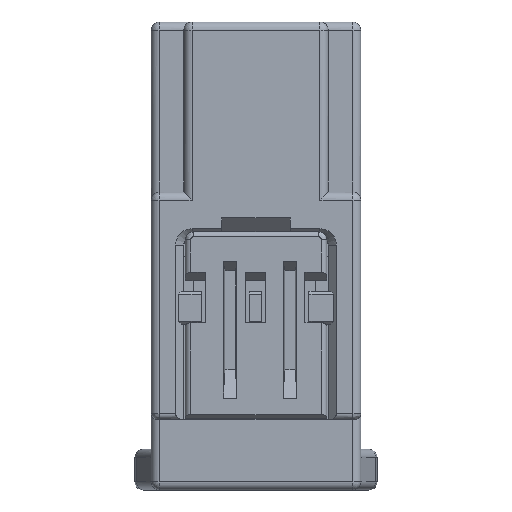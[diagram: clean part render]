
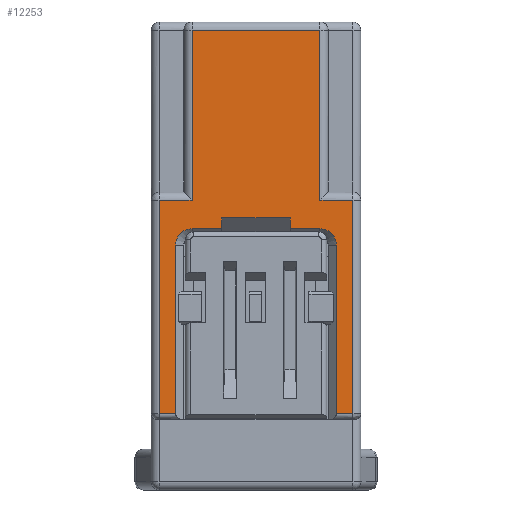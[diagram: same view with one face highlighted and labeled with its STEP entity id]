
A CAD part, front view. The second image highlights one B-rep face of the part: STEP entity #12253.
In plain terms, the highlighted planar face has unit normal (0, -1, 0).
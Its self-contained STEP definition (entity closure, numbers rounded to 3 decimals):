
#3528=DIRECTION('',(0.,0.,-1.));
#3529=VECTOR('',#3528,6.25);
#3530=CARTESIAN_POINT('',(-2.35,-2.7,-0.3));
#3531=LINE('',#3530,#3529);
#3537=DIRECTION('',(1.,0.,0.));
#3538=VECTOR('',#3537,0.6);
#3539=CARTESIAN_POINT('',(-3.55,-2.7,-14.4));
#3540=LINE('',#3539,#3538);
#3541=DIRECTION('',(0.,0.,-1.));
#3542=VECTOR('',#3541,7.85);
#3543=CARTESIAN_POINT('',(-3.55,-2.7,-6.55));
#3544=LINE('',#3543,#3542);
#3545=DIRECTION('',(1.,0.,0.));
#3546=VECTOR('',#3545,1.2);
#3547=CARTESIAN_POINT('',(-3.55,-2.7,-6.55));
#3548=LINE('',#3547,#3546);
#3549=DIRECTION('',(1.,0.,0.));
#3550=VECTOR('',#3549,4.7);
#3551=CARTESIAN_POINT('',(-2.35,-2.7,-0.3));
#3552=LINE('',#3551,#3550);
#3553=DIRECTION('',(1.,0.,0.));
#3554=VECTOR('',#3553,1.2);
#3555=CARTESIAN_POINT('',(2.35,-2.7,-6.55));
#3556=LINE('',#3555,#3554);
#3557=DIRECTION('',(0.,0.,1.));
#3558=VECTOR('',#3557,7.85);
#3559=CARTESIAN_POINT('',(3.55,-2.7,-14.4));
#3560=LINE('',#3559,#3558);
#3561=DIRECTION('',(1.,0.,0.));
#3562=VECTOR('',#3561,0.6);
#3563=CARTESIAN_POINT('',(2.95,-2.7,-14.4));
#3564=LINE('',#3563,#3562);
#3565=CARTESIAN_POINT('',(2.35,-2.7,-8.2));
#3566=DIRECTION('',(0.,-1.,0.));
#3567=DIRECTION('',(1.,0.,0.));
#3568=AXIS2_PLACEMENT_3D('',#3565,#3566,#3567);
#3570=DIRECTION('',(-1.,0.,0.));
#3571=VECTOR('',#3570,1.1);
#3572=CARTESIAN_POINT('',(2.35,-2.7,
-7.6));
#3573=LINE('',#3572,#3571);
#3574=DIRECTION('',(0.,0.,1.));
#3575=VECTOR('',#3574,0.4);
#3576=CARTESIAN_POINT('',(1.25,-2.7,-7.6));
#3577=LINE('',#3576,#3575);
#3578=DIRECTION('',(1.,0.,0.));
#3579=VECTOR('',#3578,2.5);
#3580=CARTESIAN_POINT('',(-1.25,-2.7,-7.2));
#3581=LINE('',#3580,#3579);
#3582=DIRECTION('',(0.,0.,1.));
#3583=VECTOR('',#3582,0.4);
#3584=CARTESIAN_POINT('',(-1.25,-2.7,-7.6));
#3585=LINE('',#3584,#3583);
#3586=DIRECTION('',(1.,0.,0.));
#3587=VECTOR('',#3586,1.1);
#3588=CARTESIAN_POINT('',(-2.35,-2.7,
-7.6));
#3589=LINE('',#3588,#3587);
#3590=CARTESIAN_POINT('',(-2.35,-2.7,-8.2));
#3591=DIRECTION('',(0.,1.,0.));
#3592=DIRECTION('',(-1.,0.,0.));
#3593=AXIS2_PLACEMENT_3D('',#3590,#3591,#3592);
#3595=DIRECTION('',(0.,0.,1.));
#3596=VECTOR('',#3595,6.2);
#3597=CARTESIAN_POINT('',(-2.95,-2.7,-14.4));
#3598=LINE('',#3597,#3596);
#3627=CARTESIAN_POINT('',(-2.95,-2.7,-14.4));
#3875=DIRECTION('',(0.,0.,-1.));
#3876=VECTOR('',#3875,6.2);
#3877=CARTESIAN_POINT('',(2.95,-2.7,
-8.2));
#3878=LINE('',#3877,#3876);
#3884=CARTESIAN_POINT('',(2.95,-2.7,-14.4));
#3986=CARTESIAN_POINT('',(-2.35,-2.7,-6.55));
#4133=DIRECTION('',(0.,0.,1.));
#4134=VECTOR('',#4133,6.25);
#4135=CARTESIAN_POINT('',(2.35,-2.7,-6.55));
#4136=LINE('',#4135,#4134);
#5915=CARTESIAN_POINT('',(2.35,-2.7,-0.3));
#5916=VERTEX_POINT('',#5915);
#5919=CARTESIAN_POINT('',(-2.35,-2.7,-0.3));
#5920=VERTEX_POINT('',#5919);
#5947=VERTEX_POINT('',#3986);
#5948=CARTESIAN_POINT('',(-3.55,-2.7,-6.55));
#5949=VERTEX_POINT('',#5948);
#5960=CARTESIAN_POINT('',(3.55,-2.7,-6.55));
#5961=VERTEX_POINT('',#5960);
#5962=CARTESIAN_POINT('',(2.35,-2.7,-6.55));
#5963=VERTEX_POINT('',#5962);
#5964=CARTESIAN_POINT('',(-1.25,-2.7,-7.2));
#5965=CARTESIAN_POINT('',(1.25,-2.7,-7.2));
#5966=VERTEX_POINT('',#5964);
#5967=VERTEX_POINT('',#5965);
#6050=CARTESIAN_POINT('',(2.35,-2.7,
-7.6));
#6051=CARTESIAN_POINT('',(1.25,-2.7,-7.6));
#6052=VERTEX_POINT('',#6050);
#6053=VERTEX_POINT('',#6051);
#6054=CARTESIAN_POINT('',(-2.35,-2.7,
-7.6));
#6055=CARTESIAN_POINT('',(-1.25,-2.7,-7.6));
#6056=VERTEX_POINT('',#6054);
#6057=VERTEX_POINT('',#6055);
#6058=CARTESIAN_POINT('',(2.95,-2.7,-8.2));
#6059=VERTEX_POINT('',#6058);
#6064=CARTESIAN_POINT('',(-2.95,-2.7,-8.2));
#6065=VERTEX_POINT('',#6064);
#6074=VERTEX_POINT('',#3627);
#6078=CARTESIAN_POINT('',(-3.55,-2.7,-14.4));
#6079=VERTEX_POINT('',#6078);
#6096=CARTESIAN_POINT('',(3.55,-2.7,-14.4));
#6097=VERTEX_POINT('',#6096);
#6101=VERTEX_POINT('',#3884);
#12211=CARTESIAN_POINT('',(0.,-2.7,0.));
#12212=DIRECTION('',(0.,-1.,0.));
#12213=DIRECTION('',(-1.,0.,0.));
#12214=AXIS2_PLACEMENT_3D('',#12211,#12212,#12213);
#12215=PLANE('',#12214);
#12217=ORIENTED_EDGE('',*,*,#12216,.F.);
#12219=ORIENTED_EDGE('',*,*,#12218,.F.);
#12221=ORIENTED_EDGE('',*,*,#12220,.F.);
#12223=ORIENTED_EDGE('',*,*,#12222,.T.);
#12224=ORIENTED_EDGE('',*,*,#12202,.F.);
#12226=ORIENTED_EDGE('',*,*,#12225,.T.);
#12228=ORIENTED_EDGE('',*,*,#12227,.F.);
#12230=ORIENTED_EDGE('',*,*,#12229,.T.);
#12232=ORIENTED_EDGE('',*,*,#12231,.F.);
#12234=ORIENTED_EDGE('',*,*,#12233,.F.);
#12236=ORIENTED_EDGE('',*,*,#12235,.F.);
#12238=ORIENTED_EDGE('',*,*,#12237,.T.);
#12240=ORIENTED_EDGE('',*,*,#12239,.T.);
#12242=ORIENTED_EDGE('',*,*,#12241,.T.);
#12244=ORIENTED_EDGE('',*,*,#12243,.F.);
#12246=ORIENTED_EDGE('',*,*,#12245,.F.);
#12248=ORIENTED_EDGE('',*,*,#12247,.F.);
#12250=ORIENTED_EDGE('',*,*,#12249,.F.);
#12251=EDGE_LOOP('',(#12217,#12219,#12221,#12223,#12224,#12226,#12228,#12230,
#12232,#12234,#12236,#12238,#12240,#12242,#12244,#12246,#12248,#12250));
#12252=FACE_OUTER_BOUND('',#12251,.F.);
#12253=ADVANCED_FACE('',(#12252),#12215,.T.);
#3569=CIRCLE('',#3568,0.6);
#3594=CIRCLE('',#3593,0.6);
#12202=EDGE_CURVE('',#5920,#5947,#3531,.T.);
#12216=EDGE_CURVE('',#6074,#6065,#3598,.T.);
#12218=EDGE_CURVE('',#6079,#6074,#3540,.T.);
#12220=EDGE_CURVE('',#5949,#6079,#3544,.T.);
#12222=EDGE_CURVE('',#5949,#5947,#3548,.T.);
#12225=EDGE_CURVE('',#5920,#5916,#3552,.T.);
#12227=EDGE_CURVE('',#5963,#5916,#4136,.T.);
#12229=EDGE_CURVE('',#5963,#5961,#3556,.T.);
#12231=EDGE_CURVE('',#6097,#5961,#3560,.T.);
#12233=EDGE_CURVE('',#6101,#6097,#3564,.T.);
#12235=EDGE_CURVE('',#6059,#6101,#3878,.T.);
#12237=EDGE_CURVE('',#6059,#6052,#3569,.T.);
#12239=EDGE_CURVE('',#6052,#6053,#3573,.T.);
#12241=EDGE_CURVE('',#6053,#5967,#3577,.T.);
#12243=EDGE_CURVE('',#5966,#5967,#3581,.T.);
#12245=EDGE_CURVE('',#6057,#5966,#3585,.T.);
#12247=EDGE_CURVE('',#6056,#6057,#3589,.T.);
#12249=EDGE_CURVE('',#6065,#6056,#3594,.T.);
